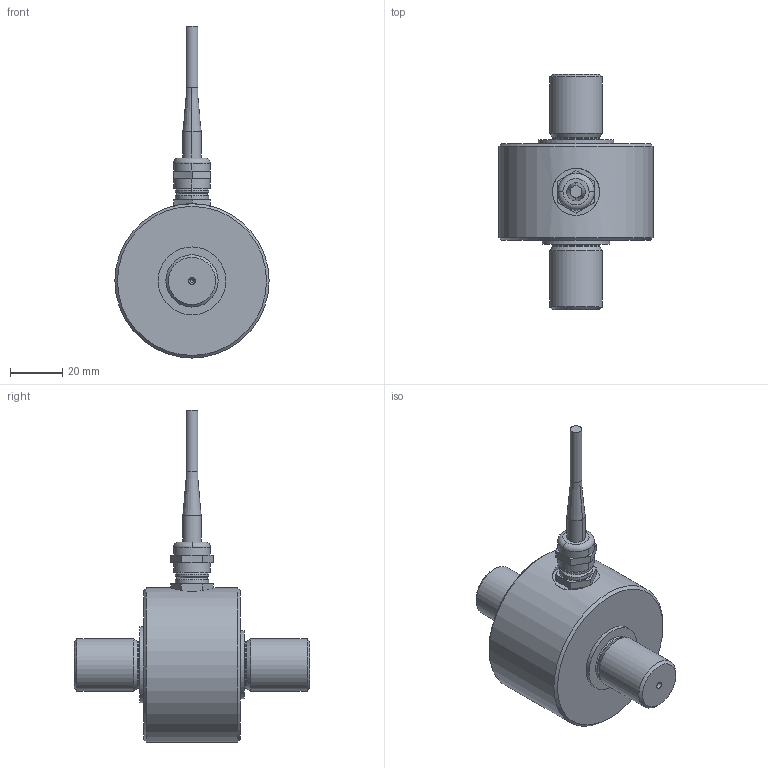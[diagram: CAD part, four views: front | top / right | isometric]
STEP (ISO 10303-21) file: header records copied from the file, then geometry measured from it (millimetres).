
FILE_DESCRIPTION( ( 'Unknown' ), '1' );
FILE_NAME( 'K12-20-50kN.stp', 'Unknown', ( 'Unknown' ), ( 'Unknown' ), 'PSStep 17.0.49', 'Unknown', ' ' );
FILE_SCHEMA( ( 'AUTOMOTIVE_DESIGN { 1 0 10303 214 1 1 1 1 }' ) );
Length unit declared in the file: millimetre
Products named in the file (4): Assem1; 1187-001_doc-00049835; pg7_doc-00007707; kabeldurchmesser4,5_doc-00036217
Assembly tree (3 placements, depth 2):
  Assem1
    1187-001_doc-00049835
    pg7_doc-00007707
    kabeldurchmesser4,5_doc-00036217
Bounding box: 59 x 90 x 127 mm (x, y, z)
Volume: 121862.7 mm3; surface area: 18844.9 mm2
Topology: 3 solids, 3 shells, 99 faces, 212 edges, 129 vertices
Faces by surface type: plane 40, cylinder 29, cone 26, torus 4
Full cylindrical faces by diameter (mm): 1.25 x2, 4.5 x1, 18 x3, 20 x2, 26 x1, 29 x1, 59 x1
Entity records: 4170 total; most frequent: CARTESIAN_POINT 1605, ORIENTED_EDGE 358, DIRECTION 264, EDGE_CURVE 179, B_SPLINE_CURVE_WITH_KNOTS 150, EDGE_LOOP 134, AXIS2_PLACEMENT_3D 132, VERTEX_POINT 121
